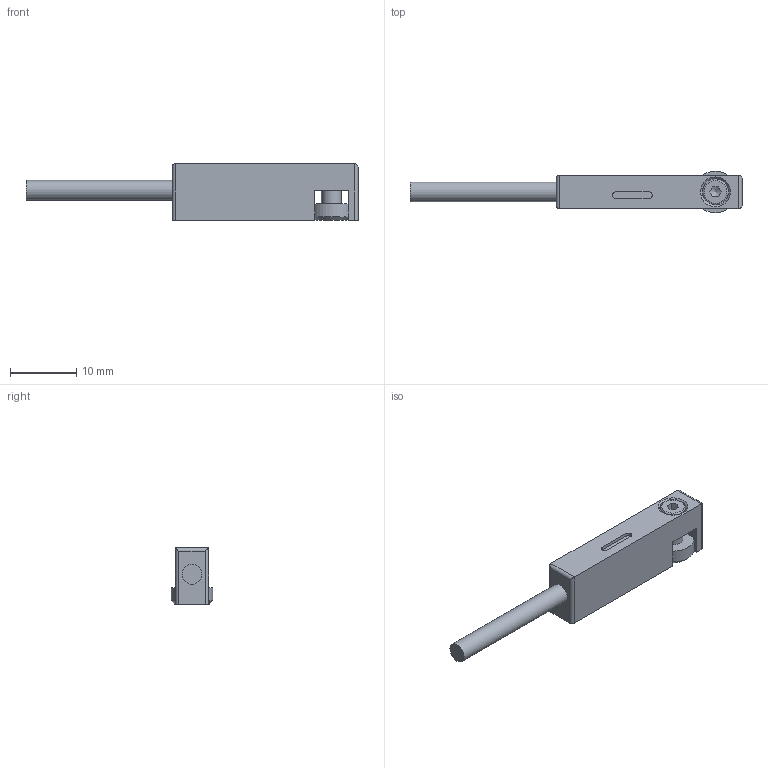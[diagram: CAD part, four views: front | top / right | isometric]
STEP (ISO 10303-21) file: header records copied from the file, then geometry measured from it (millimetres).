
FILE_DESCRIPTION(/* description */ ('DISO X XXX'),/* implementation_level */ '2;1');
FILE_NAME(/* name */ 'MZET 28 PSLK.stp',/* time_stamp */ '2016-08-04T07:18:10+02:00',/* author */ ('lck'),/* organization */ ('di-soric GmbH & Co. KG'),/* preprocessor_version */ 'ST-DEVELOPER v16.1',/* originating_system */ 'Autodesk Inventor 2016',/* authorisation */ '');
FILE_SCHEMA (('AUTOMOTIVE_DESIGN { 1 0 10303 214 3 1 1 }'));
Length unit declared in the file: millimetre
Products named in the file (1): Bauteil2
Bounding box: 50 x 6.28 x 8.5 mm (x, y, z)
Volume: 1290.3 mm3; surface area: 1252.9 mm2
Topology: 1 solids, 3 shells, 57 faces, 132 edges, 87 vertices
Faces by surface type: plane 28, cylinder 22, cone 5, torus 2
Full cylindrical faces by diameter (mm): 2 x2, 2.3 x1, 3 x2, 3.1 x1, 3.8 x1, 4 x1
Entity records: 1619 total; most frequent: CARTESIAN_POINT 274, DIRECTION 264, ORIENTED_EDGE 228, EDGE_CURVE 114, AXIS2_PLACEMENT_3D 102, VERTEX_POINT 82, EDGE_LOOP 80, LINE 60
